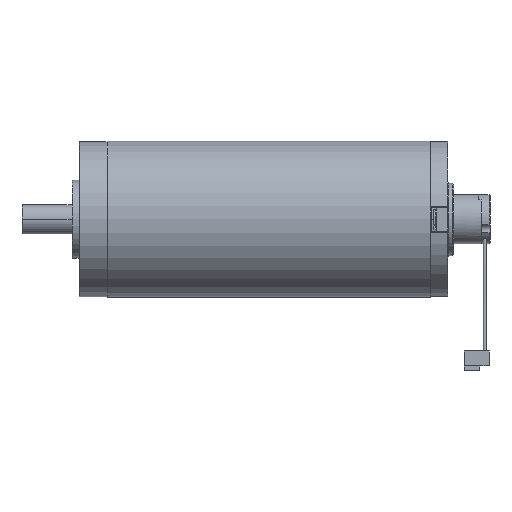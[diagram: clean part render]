
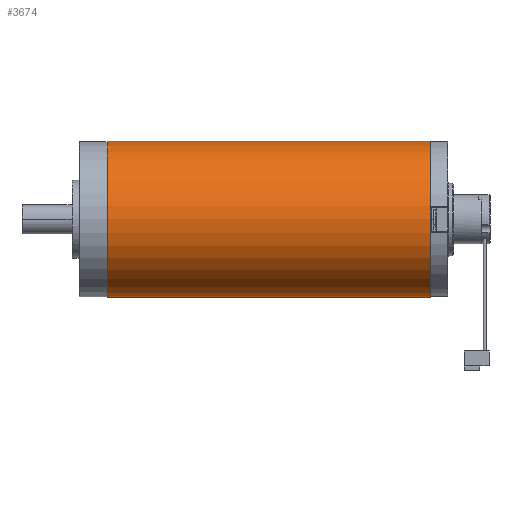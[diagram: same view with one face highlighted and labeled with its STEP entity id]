
A CAD part, front view. The second image highlights one B-rep face of the part: STEP entity #3674.
In plain terms, the highlighted cylindrical face has radius 16 mm (diameter 32 mm), a partial arc.
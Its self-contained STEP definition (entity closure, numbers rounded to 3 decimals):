
#3674=ADVANCED_FACE('',(#7276),#7277,.T.);
#7276=FACE_OUTER_BOUND('',#10825,.T.);
#7277=CYLINDRICAL_SURFACE('',#10826,16.0);
#10825=EDGE_LOOP('',(#21111,#21112,#21113,#21114));
#10826=AXIS2_PLACEMENT_3D('',#21115,#21116,#21117);
#21111=ORIENTED_EDGE('',*,*,#25222,.F.);
#21112=ORIENTED_EDGE('',*,*,#25223,.T.);
#21113=ORIENTED_EDGE('',*,*,#25224,.F.);
#21114=ORIENTED_EDGE('',*,*,#25225,.F.);
#21115=CARTESIAN_POINT('',(38.9,0.0,0.0));
#21116=DIRECTION('',(1.0,0.0,-0.0));
#21117=DIRECTION('',(0.0,0.0,1.0));
#25222=EDGE_CURVE('',#31081,#31082,#31083,.T.);
#25223=EDGE_CURVE('',#31081,#31084,#31085,.T.);
#25224=EDGE_CURVE('',#31086,#31084,#31087,.T.);
#25225=EDGE_CURVE('',#31082,#31086,#31088,.T.);
#31081=VERTEX_POINT('',#39842);
#31082=VERTEX_POINT('',#39843);
#31083=LINE('',#39844,#39845);
#31084=VERTEX_POINT('',#39846);
#31085=CIRCLE('',#39847,16.0);
#31086=VERTEX_POINT('',#39848);
#31087=LINE('',#39849,#39850);
#31088=CIRCLE('',#39851,16.0);
#39842=CARTESIAN_POINT('',(5.8,0.0,16.0));
#39843=CARTESIAN_POINT('',(72.0,0.0,16.0));
#39844=CARTESIAN_POINT('',(38.9,0.,16.0));
#39845=VECTOR('',#43949,1.0);
#39846=CARTESIAN_POINT('',(5.8,0.,-16.0));
#39847=AXIS2_PLACEMENT_3D('',#43950,#43951,#43952);
#39848=CARTESIAN_POINT('',(72.0,0.,-16.0));
#39849=CARTESIAN_POINT('',(38.9,0.,-16.0));
#39850=VECTOR('',#43953,1.0);
#39851=AXIS2_PLACEMENT_3D('',#43954,#43955,#43956);
#43949=DIRECTION('',(1.0,0.0,0.0));
#43950=CARTESIAN_POINT('',(5.8,0.0,0.0));
#43951=DIRECTION('',(1.0,0.0,-0.0));
#43952=DIRECTION('',(0.0,0.0,1.0));
#43953=DIRECTION('',(-1.0,-0.0,-0.0));
#43954=CARTESIAN_POINT('',(72.0,0.0,0.0));
#43955=DIRECTION('',(1.0,0.0,-0.0));
#43956=DIRECTION('',(0.0,0.0,1.0));
